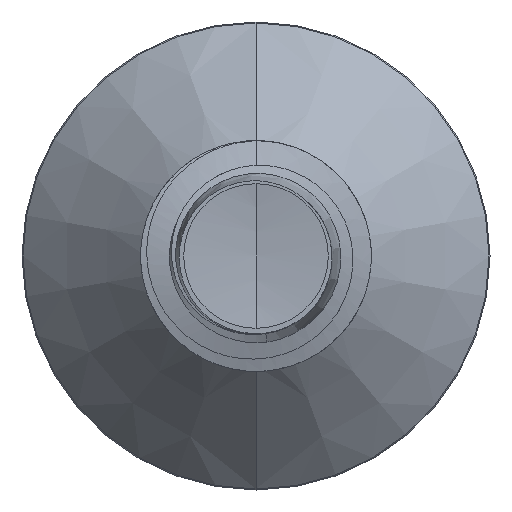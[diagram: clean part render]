
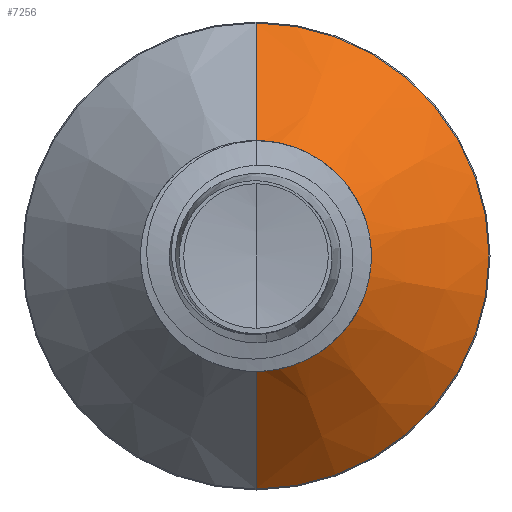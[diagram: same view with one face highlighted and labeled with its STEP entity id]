
A CAD part, front view. The second image highlights one B-rep face of the part: STEP entity #7256.
In plain terms, the highlighted conical face has half-angle 45 degrees and reference radius 0.859 mm.
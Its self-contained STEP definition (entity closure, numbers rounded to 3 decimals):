
#442 = CARTESIAN_POINT ( 'NONE',  ( 0., 1.684, 0.859 ) ) ;
#565 = DIRECTION ( 'NONE',  ( 0., 0., 1. ) ) ;
#736 = EDGE_CURVE ( 'NONE', #3155, #5836, #5223, .T. ) ;
#811 = VECTOR ( 'NONE', #7799, 1000. ) ;
#887 = EDGE_LOOP ( 'NONE', ( #5283, #5036, #9049, #4264 ) ) ;
#1559 = CARTESIAN_POINT ( 'NONE',  ( 0., 1.684, 0.859 ) ) ;
#1717 = EDGE_CURVE ( 'NONE', #3155, #8593, #5580, .T. ) ;
#2339 = DIRECTION ( 'NONE',  ( 0., 0.707, 0.707 ) ) ;
#2676 = DIRECTION ( 'NONE',  ( 0., 1., 0. ) ) ;
#2879 = DIRECTION ( 'NONE',  ( 0., 1., 0. ) ) ;
#2888 = DIRECTION ( 'NONE',  ( 0., 1., 0. ) ) ;
#2892 = LINE ( 'NONE', #7024, #811 ) ;
#3155 = VERTEX_POINT ( 'NONE', #442 ) ;
#3267 = VERTEX_POINT ( 'NONE', #3645 ) ;
#3645 = CARTESIAN_POINT ( 'NONE',  ( 0., 2.642, -1.817 ) ) ;
#3881 = AXIS2_PLACEMENT_3D ( 'NONE', #7517, #2888, #8293 ) ;
#4264 = ORIENTED_EDGE ( 'NONE', *, *, #736, .F. ) ;
#4372 = CARTESIAN_POINT ( 'NONE',  ( 0., 1.684, -0.859 ) ) ;
#4447 = AXIS2_PLACEMENT_3D ( 'NONE', #6734, #2879, #565 ) ;
#5008 = CARTESIAN_POINT ( 'NONE',  ( 0., 2.642, 1.817 ) ) ;
#5036 = ORIENTED_EDGE ( 'NONE', *, *, #7482, .T. ) ;
#5193 = CONICAL_SURFACE ( 'NONE', #4447, 0.859, 0.785 ) ;
#5223 = LINE ( 'NONE', #1559, #6201 ) ;
#5283 = ORIENTED_EDGE ( 'NONE', *, *, #1717, .T. ) ;
#5580 = CIRCLE ( 'NONE', #3881, 0.859 ) ;
#5836 = VERTEX_POINT ( 'NONE', #5008 ) ;
#6201 = VECTOR ( 'NONE', #2339, 1000. ) ;
#6649 = AXIS2_PLACEMENT_3D ( 'NONE', #7303, #2676, #8087 ) ;
#6734 = CARTESIAN_POINT ( 'NONE',  ( 0., 1.684, 0. ) ) ;
#7024 = CARTESIAN_POINT ( 'NONE',  ( 0., 1.684, -0.859 ) ) ;
#7256 = ADVANCED_FACE ( 'NONE', ( #7484 ), #5193, .T. ) ;
#7303 = CARTESIAN_POINT ( 'NONE',  ( 0., 2.642, 0. ) ) ;
#7482 = EDGE_CURVE ( 'NONE', #8593, #3267, #2892, .T. ) ;
#7484 = FACE_OUTER_BOUND ( 'NONE', #887, .T. ) ;
#7517 = CARTESIAN_POINT ( 'NONE',  ( 0., 1.684, 0. ) ) ;
#7799 = DIRECTION ( 'NONE',  ( 0., 0.707, -0.707 ) ) ;
#8087 = DIRECTION ( 'NONE',  ( 0., 0., 1. ) ) ;
#8210 = CIRCLE ( 'NONE', #6649, 1.817 ) ;
#8293 = DIRECTION ( 'NONE',  ( 0., 0., 1. ) ) ;
#8593 = VERTEX_POINT ( 'NONE', #4372 ) ;
#9049 = ORIENTED_EDGE ( 'NONE', *, *, #9212, .F. ) ;
#9212 = EDGE_CURVE ( 'NONE', #5836, #3267, #8210, .T. ) ;
